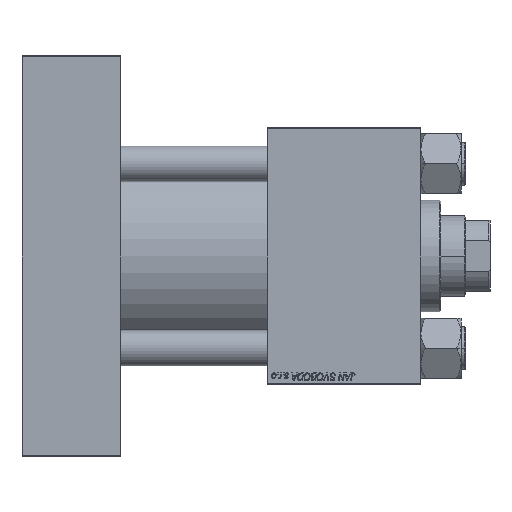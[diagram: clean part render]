
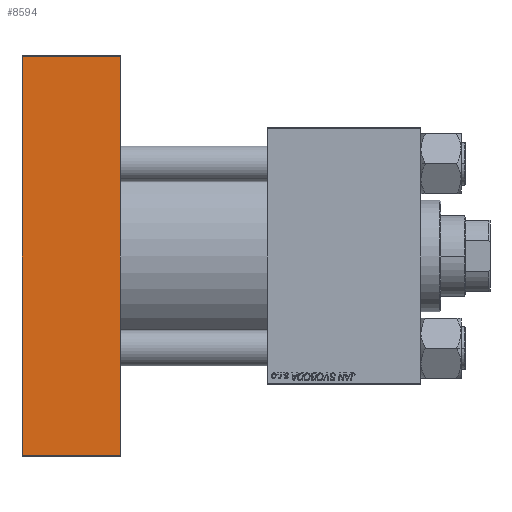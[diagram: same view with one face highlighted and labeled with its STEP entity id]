
A CAD part, front view. The second image highlights one B-rep face of the part: STEP entity #8594.
In plain terms, the highlighted planar face has unit normal (0, -1, 0).
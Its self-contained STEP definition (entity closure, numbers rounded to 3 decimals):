
#997 = DIRECTION ( 'NONE',  ( -1., 0., 0. ) ) ;
#1265 = LINE ( 'NONE', #36838, #19868 ) ;
#4050 = CARTESIAN_POINT ( 'NONE',  ( 0., -57.5, 89.5 ) ) ;
#5083 = PLANE ( 'NONE',  #34942 ) ;
#5276 = VERTEX_POINT ( 'NONE', #46732 ) ;
#7029 = DIRECTION ( 'NONE',  ( 1., 0., 0. ) ) ;
#7481 = VECTOR ( 'NONE', #7029, 1000. ) ;
#8594 = ADVANCED_FACE ( 'NONE', ( #13012 ), #5083, .F. ) ;
#9966 = DIRECTION ( 'NONE',  ( 0., 0., -1. ) ) ;
#10921 = LINE ( 'NONE', #42894, #19615 ) ;
#12145 = ORIENTED_EDGE ( 'NONE', *, *, #31547, .F. ) ;
#13012 = FACE_OUTER_BOUND ( 'NONE', #29603, .T. ) ;
#14347 = VERTEX_POINT ( 'NONE', #38178 ) ;
#19580 = VECTOR ( 'NONE', #997, 1000. ) ;
#19615 = VECTOR ( 'NONE', #23450, 1000. ) ;
#19868 = VECTOR ( 'NONE', #9966, 1000. ) ;
#20015 = CARTESIAN_POINT ( 'NONE',  ( 44., -57.5, -89.5 ) ) ;
#20837 = VERTEX_POINT ( 'NONE', #20015 ) ;
#21716 = DIRECTION ( 'NONE',  ( 0., 0., 1. ) ) ;
#22002 = ORIENTED_EDGE ( 'NONE', *, *, #30319, .T. ) ;
#23450 = DIRECTION ( 'NONE',  ( 0., 0., -1. ) ) ;
#26229 = CARTESIAN_POINT ( 'NONE',  ( 44., -57.5, -89.5 ) ) ;
#26960 = VERTEX_POINT ( 'NONE', #4050 ) ;
#29603 = EDGE_LOOP ( 'NONE', ( #40113, #50055, #12145, #22002 ) ) ;
#30319 = EDGE_CURVE ( 'NONE', #5276, #26960, #43986, .T. ) ;
#31547 = EDGE_CURVE ( 'NONE', #5276, #20837, #10921, .T. ) ;
#31987 = CARTESIAN_POINT ( 'NONE',  ( 44., -57.5, 89.5 ) ) ;
#34942 = AXIS2_PLACEMENT_3D ( 'NONE', #48815, #44738, #21716 ) ;
#36838 = CARTESIAN_POINT ( 'NONE',  ( 0., -57.5, 90. ) ) ;
#38178 = CARTESIAN_POINT ( 'NONE',  ( 0., -57.5, -89.5 ) ) ;
#39469 = EDGE_CURVE ( 'NONE', #14347, #20837, #50011, .T. ) ;
#40113 = ORIENTED_EDGE ( 'NONE', *, *, #43147, .T. ) ;
#42894 = CARTESIAN_POINT ( 'NONE',  ( 44., -57.5, 90. ) ) ;
#43147 = EDGE_CURVE ( 'NONE', #26960, #14347, #1265, .T. ) ;
#43986 = LINE ( 'NONE', #31987, #19580 ) ;
#44738 = DIRECTION ( 'NONE',  ( 0., 1., 0. ) ) ;
#46732 = CARTESIAN_POINT ( 'NONE',  ( 44., -57.5, 89.5 ) ) ;
#48815 = CARTESIAN_POINT ( 'NONE',  ( 44., -57.5, 90. ) ) ;
#50011 = LINE ( 'NONE', #26229, #7481 ) ;
#50055 = ORIENTED_EDGE ( 'NONE', *, *, #39469, .T. ) ;
